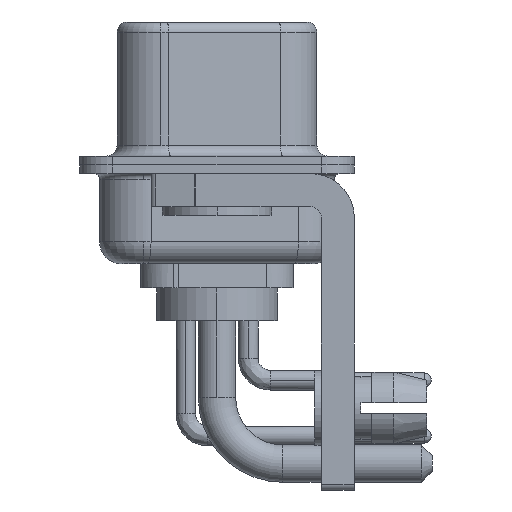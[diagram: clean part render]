
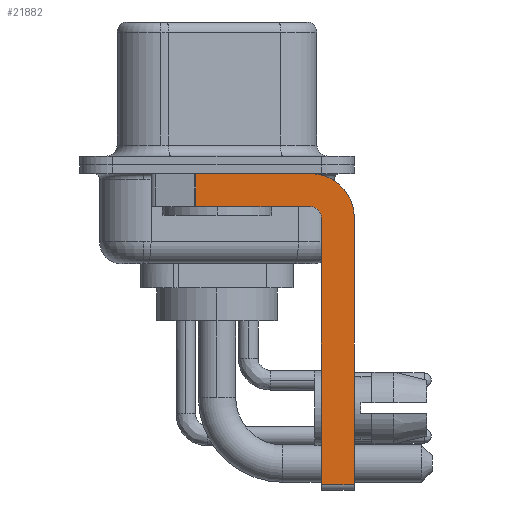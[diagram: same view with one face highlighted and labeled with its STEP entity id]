
A CAD part, left-side view. The second image highlights one B-rep face of the part: STEP entity #21882.
In plain terms, the highlighted planar face has unit normal (-1, 0, 0).
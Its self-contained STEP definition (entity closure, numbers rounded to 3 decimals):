
#44 = CARTESIAN_POINT ( 'NONE',  ( -2.9, -4.75, -14.55 ) ) ;
#212 = VECTOR ( 'NONE', #10263, 1000. ) ;
#2916 = EDGE_CURVE ( 'NONE', #26083, #18137, #12016, .T. ) ;
#3241 = ORIENTED_EDGE ( 'NONE', *, *, #21252, .F. ) ;
#4086 = EDGE_CURVE ( 'NONE', #10902, #13679, #7402, .T. ) ;
#4447 = EDGE_CURVE ( 'NONE', #27683, #8785, #25229, .T. ) ;
#4554 = ORIENTED_EDGE ( 'NONE', *, *, #17085, .T. ) ;
#4698 = VERTEX_POINT ( 'NONE', #7583 ) ;
#4981 = CARTESIAN_POINT ( 'NONE',  ( -2.9, -4.75, -14.8 ) ) ;
#5701 = DIRECTION ( 'NONE',  ( 0., -1., 0. ) ) ;
#6068 = DIRECTION ( 'NONE',  ( 0., -1., 0. ) ) ;
#6401 = ORIENTED_EDGE ( 'NONE', *, *, #4447, .F. ) ;
#6945 = FACE_OUTER_BOUND ( 'NONE', #23939, .T. ) ;
#7402 = CIRCLE ( 'NONE', #11806, 0.5 ) ;
#7455 = DIRECTION ( 'NONE',  ( -1., 0., 0. ) ) ;
#7522 = ORIENTED_EDGE ( 'NONE', *, *, #10979, .F. ) ;
#7583 = CARTESIAN_POINT ( 'NONE',  ( -2.9, 0.978, -1.9 ) ) ;
#8785 = VERTEX_POINT ( 'NONE', #19902 ) ;
#10015 = DIRECTION ( 'NONE',  ( 0., 0., -1. ) ) ;
#10263 = DIRECTION ( 'NONE',  ( 0., 0., -1. ) ) ;
#10348 = VECTOR ( 'NONE', #10015, 1000. ) ;
#10902 = VERTEX_POINT ( 'NONE', #24688 ) ;
#10979 = EDGE_CURVE ( 'NONE', #8785, #26083, #22545, .T. ) ;
#11060 = ORIENTED_EDGE ( 'NONE', *, *, #19628, .F. ) ;
#11539 = CARTESIAN_POINT ( 'NONE',  ( -2.9, -4.25, -2.4 ) ) ;
#11806 = AXIS2_PLACEMENT_3D ( 'NONE', #20937, #7455, #14045 ) ;
#12016 = LINE ( 'NONE', #28398, #10348 ) ;
#12095 = ORIENTED_EDGE ( 'NONE', *, *, #14430, .T. ) ;
#12486 = VECTOR ( 'NONE', #26955, 1000. ) ;
#12719 = DIRECTION ( 'NONE',  ( 0., 0., -1. ) ) ;
#13026 = CARTESIAN_POINT ( 'NONE',  ( -2.9, 0.978, -1.9 ) ) ;
#13679 = VERTEX_POINT ( 'NONE', #23101 ) ;
#13704 = CARTESIAN_POINT ( 'NONE',  ( -2.9, 3., -0.4 ) ) ;
#14045 = DIRECTION ( 'NONE',  ( 0., 0., 1. ) ) ;
#14430 = EDGE_CURVE ( 'NONE', #27683, #4698, #19600, .T. ) ;
#14965 = AXIS2_PLACEMENT_3D ( 'NONE', #11539, #23479, #25788 ) ;
#16067 = CARTESIAN_POINT ( 'NONE',  ( -2.9, -6.25, -2.4 ) ) ;
#17085 = EDGE_CURVE ( 'NONE', #29812, #18137, #24856, .T. ) ;
#18036 = VECTOR ( 'NONE', #5701, 1000. ) ;
#18137 = VERTEX_POINT ( 'NONE', #20162 ) ;
#19073 = DIRECTION ( 'NONE',  ( 0., 0., 1. ) ) ;
#19600 = LINE ( 'NONE', #13026, #212 ) ;
#19628 = EDGE_CURVE ( 'NONE', #29812, #10902, #26136, .T. ) ;
#19902 = CARTESIAN_POINT ( 'NONE',  ( -2.9, -4.25, -0.4 ) ) ;
#20162 = CARTESIAN_POINT ( 'NONE',  ( -2.9, -6.25, -14.55 ) ) ;
#20937 = CARTESIAN_POINT ( 'NONE',  ( -2.9, -4.25, -2.4 ) ) ;
#21071 = AXIS2_PLACEMENT_3D ( 'NONE', #24524, #22369, #12719 ) ;
#21252 = EDGE_CURVE ( 'NONE', #13679, #4698, #22199, .T. ) ;
#21531 = ORIENTED_EDGE ( 'NONE', *, *, #2916, .F. ) ;
#21576 = VECTOR ( 'NONE', #19073, 1000. ) ;
#21882 = ADVANCED_FACE ( 'NONE', ( #6945 ), #28236, .F. ) ;
#21949 = CARTESIAN_POINT ( 'NONE',  ( -2.9, 0.978, -0.4 ) ) ;
#22199 = LINE ( 'NONE', #26657, #12486 ) ;
#22369 = DIRECTION ( 'NONE',  ( 1., 0., 0. ) ) ;
#22545 = CIRCLE ( 'NONE', #21071, 2. ) ;
#22994 = ORIENTED_EDGE ( 'NONE', *, *, #4086, .F. ) ;
#23101 = CARTESIAN_POINT ( 'NONE',  ( -2.9, -4.25, -1.9 ) ) ;
#23479 = DIRECTION ( 'NONE',  ( 1., 0., 0. ) ) ;
#23939 = EDGE_LOOP ( 'NONE', ( #6401, #12095, #3241, #22994, #11060, #4554, #21531, #7522 ) ) ;
#24524 = CARTESIAN_POINT ( 'NONE',  ( -2.9, -4.25, -2.4 ) ) ;
#24555 = VECTOR ( 'NONE', #6068, 1000. ) ;
#24688 = CARTESIAN_POINT ( 'NONE',  ( -2.9, -4.75, -2.4 ) ) ;
#24856 = LINE ( 'NONE', #29441, #18036 ) ;
#25229 = LINE ( 'NONE', #13704, #24555 ) ;
#25788 = DIRECTION ( 'NONE',  ( 0., 0., -1. ) ) ;
#26083 = VERTEX_POINT ( 'NONE', #16067 ) ;
#26136 = LINE ( 'NONE', #4981, #21576 ) ;
#26657 = CARTESIAN_POINT ( 'NONE',  ( -2.9, -4.25, -1.9 ) ) ;
#26955 = DIRECTION ( 'NONE',  ( 0., 1., 0. ) ) ;
#27683 = VERTEX_POINT ( 'NONE', #21949 ) ;
#28236 = PLANE ( 'NONE',  #14965 ) ;
#28398 = CARTESIAN_POINT ( 'NONE',  ( -2.9, -6.25, -2.4 ) ) ;
#29441 = CARTESIAN_POINT ( 'NONE',  ( -2.9, -4.25, -14.55 ) ) ;
#29812 = VERTEX_POINT ( 'NONE', #44 ) ;
